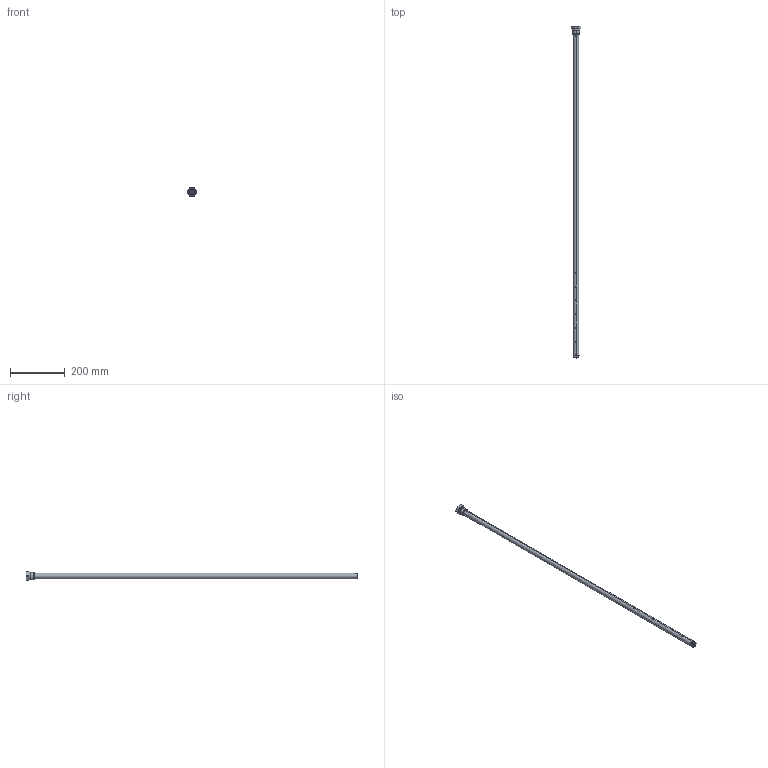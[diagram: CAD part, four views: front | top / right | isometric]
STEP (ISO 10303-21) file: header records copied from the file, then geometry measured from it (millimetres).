
FILE_DESCRIPTION (( 'STEP AP214' ), '1' );
FILE_NAME ('GWR-C1200.STEP', '2020-05-20T16:24:43', ( '' ), ( '' ), 'SwSTEP 2.0', 'SolidWorks 2017', '' );
FILE_SCHEMA (( 'AUTOMOTIVE_DESIGN' ));
Length unit declared in the file: inch
Products named in the file (1): GWR-C1200
Bounding box: 34.98 x 1209.1 x 32 mm (x, y, z)
Volume: 380957.1 mm3; surface area: 80942.6 mm2
Topology: 1 solids, 1 shells, 150 faces, 415 edges, 268 vertices
Faces by surface type: cylinder 101, plane 23, cone 14, bspline 12
Entity records: 7019 total; most frequent: CARTESIAN_POINT 3374, ORIENTED_EDGE 830, DIRECTION 667, EDGE_CURVE 415, VERTEX_POINT 268, AXIS2_PLACEMENT_3D 259, EDGE_LOOP 157, FACE_OUTER_BOUND 150
